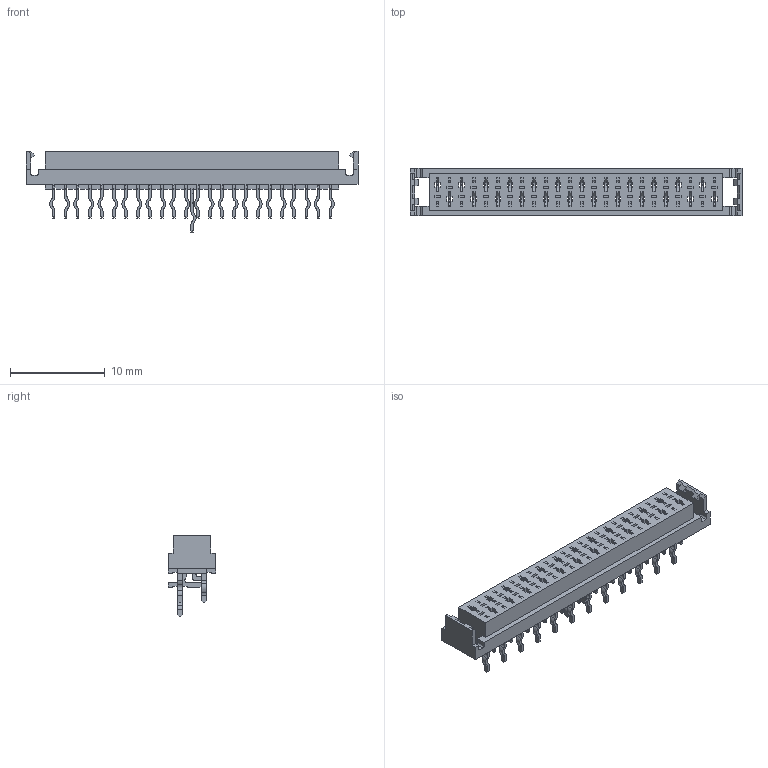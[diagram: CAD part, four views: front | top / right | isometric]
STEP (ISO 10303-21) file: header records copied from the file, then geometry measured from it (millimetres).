
FILE_DESCRIPTION( ( 'Unknown' ), '1' );
FILE_NAME( '690367192472.stp', 'Unknown', ( 'Unknown' ), ( 'Unknown' ), 'XStep 1.0', 'Unknown', ' ' );
FILE_SCHEMA( ( 'automotive_design' ) );
Length unit declared in the file: millimetre
Products named in the file (3): Assem1; Gehäuse; Pin
Bounding box: 35.08 x 5 x 8.6 mm (x, y, z)
Volume: 1023 mm3; surface area: 3090.1 mm2
Topology: 27 solids, 27 shells, 2734 faces, 8002 edges, 5268 vertices
Faces by surface type: plane 2168, cylinder 566
Entity records: 25876 total; most frequent: CARTESIAN_POINT 4555, ORIENTED_EDGE 4552, DIRECTION 3926, EDGE_CURVE 2276, LINE 2216, VECTOR 2216, VERTEX_POINT 1484, AXIS2_PLACEMENT_3D 855
